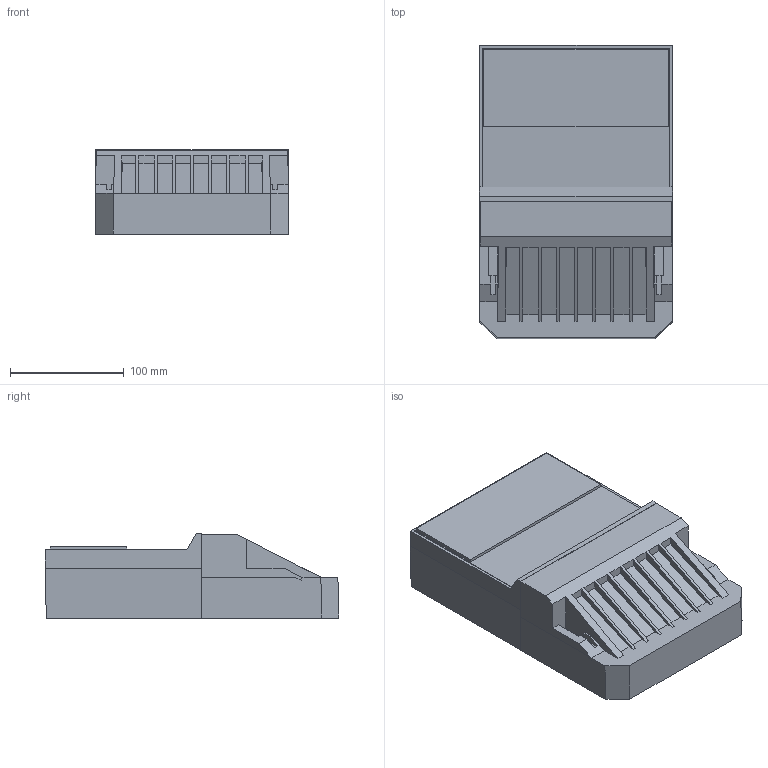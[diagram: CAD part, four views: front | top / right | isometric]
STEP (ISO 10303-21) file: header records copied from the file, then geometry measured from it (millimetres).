
FILE_DESCRIPTION(('STEP AP203'), '1');
FILE_NAME('Ì230 ñ êðûøêîé', '2018-05-29T09:18:22', ('Konstruktor'), (''), 'ASCON STEP Converter 1.3', 'ASCON Math Kernel', '');
FILE_SCHEMA(('CONFIG_CONTROL_DESIGN'));
Length unit declared in the file: millimetre
Bounding box: 170 x 258 x 74 mm (x, y, z)
Volume: 2275794.8 mm3; surface area: 169584.5 mm2
Topology: 1 solids, 9 shells, 272 faces, 709 edges, 461 vertices
Faces by surface type: plane 246, cone 14, cylinder 10, bspline 2
Full cylindrical faces by diameter (mm): 6 x2
Entity records: 11401 total; most frequent: CARTESIAN_POINT 2567, ORIENTED_EDGE 1398, DIRECTION 1269, EDGE_CURVE 699, LINE 631, VECTOR 631, VERTEX_POINT 461, AXIS2_PLACEMENT_3D 319
